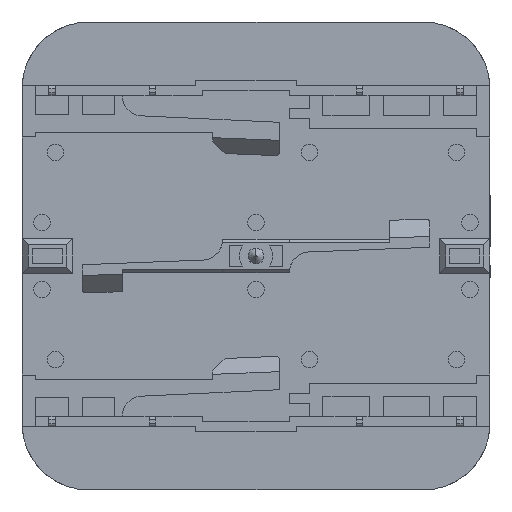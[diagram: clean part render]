
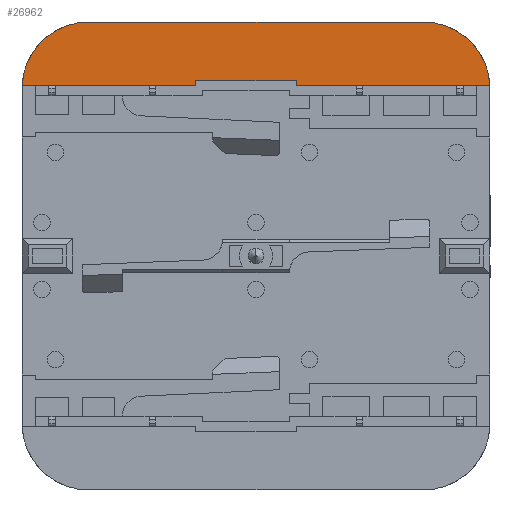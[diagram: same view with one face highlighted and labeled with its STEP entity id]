
A CAD part, front view. The second image highlights one B-rep face of the part: STEP entity #26962.
In plain terms, the highlighted planar face has unit normal (0, -1, 0).
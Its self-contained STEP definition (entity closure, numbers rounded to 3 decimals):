
#858 = EDGE_CURVE ( 'NONE', #18243, #7401, #17434, .T. ) ;
#1578 = ORIENTED_EDGE ( 'NONE', *, *, #4260, .F. ) ;
#3797 = EDGE_LOOP ( 'NONE', ( #39626, #33887, #20149, #35445, #9683, #31196, #1578, #15768 ) ) ;
#4260 = EDGE_CURVE ( 'NONE', #7401, #14519, #20214, .T. ) ;
#4829 = DIRECTION ( 'NONE',  ( 0., -1., 0. ) ) ;
#6050 = EDGE_CURVE ( 'NONE', #35161, #39409, #37185, .T. ) ;
#6129 = EDGE_CURVE ( 'NONE', #14519, #30561, #7829, .T. ) ;
#6320 = VECTOR ( 'NONE', #25626, 1000. ) ;
#7401 = VERTEX_POINT ( 'NONE', #35012 ) ;
#7572 = DIRECTION ( 'NONE',  ( 0., -1., 0. ) ) ;
#7829 = LINE ( 'NONE', #28885, #33341 ) ;
#8205 = DIRECTION ( 'NONE',  ( 0., 0., -1. ) ) ;
#8292 = DIRECTION ( 'NONE',  ( -1., 0., 0. ) ) ;
#8336 = DIRECTION ( 'NONE',  ( 0., 0., 1. ) ) ;
#8431 = DIRECTION ( 'NONE',  ( -1., 0., 0. ) ) ;
#8587 = LINE ( 'NONE', #15032, #34129 ) ;
#8957 = EDGE_CURVE ( 'NONE', #35161, #40381, #15602, .T. ) ;
#9683 = ORIENTED_EDGE ( 'NONE', *, *, #20343, .T. ) ;
#10915 = VECTOR ( 'NONE', #8205, 1000. ) ;
#11714 = CARTESIAN_POINT ( 'NONE',  ( -9., -3.1, -35. ) ) ;
#14519 = VERTEX_POINT ( 'NONE', #18013 ) ;
#15032 = CARTESIAN_POINT ( 'NONE',  ( -25., -3.1, 35. ) ) ;
#15602 = LINE ( 'NONE', #39202, #6320 ) ;
#15768 = ORIENTED_EDGE ( 'NONE', *, *, #858, .F. ) ;
#16348 = VERTEX_POINT ( 'NONE', #25840 ) ;
#16479 = AXIS2_PLACEMENT_3D ( 'NONE', #25694, #4829, #29153 ) ;
#17405 = EDGE_CURVE ( 'NONE', #40381, #18243, #44204, .T. ) ;
#17434 = LINE ( 'NONE', #17731, #25607 ) ;
#17731 = CARTESIAN_POINT ( 'NONE',  ( 35., -3.1, 26.25 ) ) ;
#17919 = AXIS2_PLACEMENT_3D ( 'NONE', #28439, #7572, #31845 ) ;
#18013 = CARTESIAN_POINT ( 'NONE',  ( -9., -3.1, 25.5 ) ) ;
#18211 = AXIS2_PLACEMENT_3D ( 'NONE', #37530, #40989, #20285 ) ;
#18243 = VERTEX_POINT ( 'NONE', #33534 ) ;
#19635 = CARTESIAN_POINT ( 'NONE',  ( 25., -3.1, 35. ) ) ;
#20149 = ORIENTED_EDGE ( 'NONE', *, *, #6050, .T. ) ;
#20214 = LINE ( 'NONE', #11714, #10915 ) ;
#20285 = DIRECTION ( 'NONE',  ( 0., 0., -1. ) ) ;
#20343 = EDGE_CURVE ( 'NONE', #16348, #30561, #34557, .T. ) ;
#20824 = CARTESIAN_POINT ( 'NONE',  ( 6., -3.1, 25.5 ) ) ;
#21944 = CARTESIAN_POINT ( 'NONE',  ( 34.987, -3.1, 25.5 ) ) ;
#25607 = VECTOR ( 'NONE', #8431, 1000. ) ;
#25626 = DIRECTION ( 'NONE',  ( -1., 0., 0. ) ) ;
#25694 = CARTESIAN_POINT ( 'NONE',  ( -25., -3.1, 25. ) ) ;
#25840 = CARTESIAN_POINT ( 'NONE',  ( -25., -3.1, 35. ) ) ;
#26962 = ADVANCED_FACE ( 'NONE', ( #32984 ), #34034, .T. ) ;
#28439 = CARTESIAN_POINT ( 'NONE',  ( 25., -3.1, 25. ) ) ;
#28885 = CARTESIAN_POINT ( 'NONE',  ( -8., -3.1, 25.5 ) ) ;
#29153 = DIRECTION ( 'NONE',  ( 0., 0., -1. ) ) ;
#30561 = VERTEX_POINT ( 'NONE', #41066 ) ;
#31196 = ORIENTED_EDGE ( 'NONE', *, *, #6129, .F. ) ;
#31845 = DIRECTION ( 'NONE',  ( 0., 0., -1. ) ) ;
#32984 = FACE_OUTER_BOUND ( 'NONE', #3797, .T. ) ;
#33341 = VECTOR ( 'NONE', #8292, 1000. ) ;
#33534 = CARTESIAN_POINT ( 'NONE',  ( 6., -3.1, 26.25 ) ) ;
#33887 = ORIENTED_EDGE ( 'NONE', *, *, #8957, .F. ) ;
#34034 = PLANE ( 'NONE',  #18211 ) ;
#34129 = VECTOR ( 'NONE', #42712, 1000. ) ;
#34557 = CIRCLE ( 'NONE', #16479, 10. ) ;
#35012 = CARTESIAN_POINT ( 'NONE',  ( -9., -3.1, 26.25 ) ) ;
#35161 = VERTEX_POINT ( 'NONE', #21944 ) ;
#35445 = ORIENTED_EDGE ( 'NONE', *, *, #44448, .T. ) ;
#37185 = CIRCLE ( 'NONE', #17919, 10. ) ;
#37530 = CARTESIAN_POINT ( 'NONE',  ( -25., -3.1, 25. ) ) ;
#39202 = CARTESIAN_POINT ( 'NONE',  ( 5., -3.1, 25.5 ) ) ;
#39409 = VERTEX_POINT ( 'NONE', #19635 ) ;
#39626 = ORIENTED_EDGE ( 'NONE', *, *, #17405, .F. ) ;
#39766 = CARTESIAN_POINT ( 'NONE',  ( 6., -3.1, -35. ) ) ;
#40381 = VERTEX_POINT ( 'NONE', #20824 ) ;
#40989 = DIRECTION ( 'NONE',  ( 0., -1., 0. ) ) ;
#41066 = CARTESIAN_POINT ( 'NONE',  ( -34.987, -3.1, 25.5 ) ) ;
#42712 = DIRECTION ( 'NONE',  ( -1., 0., 0. ) ) ;
#43113 = VECTOR ( 'NONE', #8336, 1000. ) ;
#44204 = LINE ( 'NONE', #39766, #43113 ) ;
#44448 = EDGE_CURVE ( 'NONE', #39409, #16348, #8587, .T. ) ;
